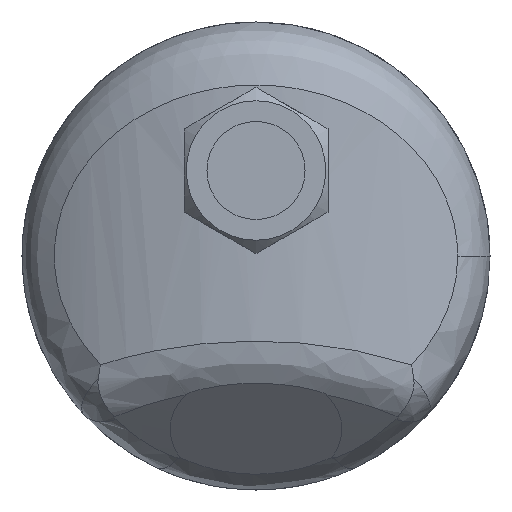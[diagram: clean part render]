
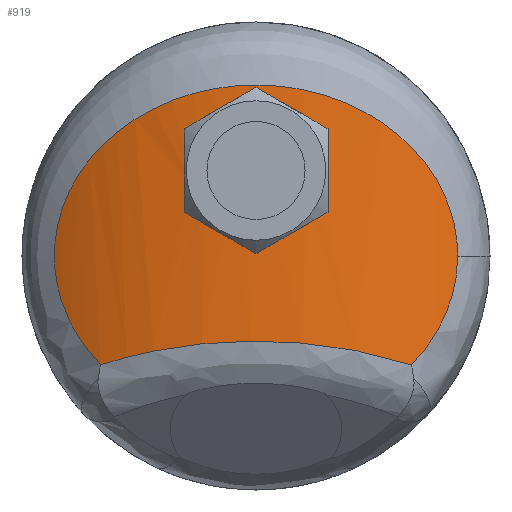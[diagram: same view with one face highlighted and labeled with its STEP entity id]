
A CAD part, left-side view. The second image highlights one B-rep face of the part: STEP entity #919.
In plain terms, the highlighted cylindrical face has radius 92 mm (diameter 184 mm), a partial arc.
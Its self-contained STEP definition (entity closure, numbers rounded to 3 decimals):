
#33=FACE_BOUND('',#241,.T.);
#39=B_SPLINE_CURVE_WITH_KNOTS('',3,(#1306,#1307,#1308,#1309,#1310,#1311,
#1312,#1313,#1314,#1315,#1316,#1317,#1318,#1319,#1320,#1321,#1322,#1323,
#1324,#1325,#1326,#1327,#1328,#1329,#1330,#1331,#1332,#1333,#1334,#1335,
#1336,#1337,#1338,#1339,#1340,#1341,#1342,#1343),.UNSPECIFIED.,.F.,.F.,
(4,2,2,2,2,2,2,2,2,2,2,2,2,2,2,2,2,2,4),(0.,0.283,0.566,
1.132,1.698,1.981,2.264,2.548,
2.831,3.397,3.963,4.246,4.529,
4.812,5.095,5.661,6.227,6.51,
6.793),.UNSPECIFIED.);
#40=B_SPLINE_CURVE_WITH_KNOTS('',3,(#1344,#1345,#1346,#1347,#1348,#1349,
#1350,#1351,#1352,#1353,#1354,#1355,#1356,#1357),.UNSPECIFIED.,.F.,.F.,
(4,2,2,2,2,2,4),(6.793,7.076,7.36,7.926,
8.492,8.775,9.058),.UNSPECIFIED.);
#61=B_SPLINE_CURVE_WITH_KNOTS('',3,(#1936,#1937,#1938,#1939,#1940,#1941,
#1942,#1943,#1944,#1945),.UNSPECIFIED.,.F.,.F.,(4,1,1,1,1,1,1,4),(-10.381,
-9.721,-8.781,-7.841,-6.901,
-5.961,-5.021,-4.362),.UNSPECIFIED.);
#63=B_SPLINE_CURVE_WITH_KNOTS('',3,(#2142,#2143,#2144,#2145,#2146,#2147,
#2148,#2149,#2150,#2151,#2152,#2153,#2154,#2155,#2156,#2157,#2158,#2159,
#2160,#2161,#2162,#2163,#2164,#2165,#2166,#2167),.UNSPECIFIED.,.F.,.F.,
(4,1,1,1,1,1,1,1,1,1,1,1,1,1,1,1,1,1,1,1,1,1,1,4),(21.48,22.326,
23.394,23.927,24.461,24.994,25.528,
26.595,26.951,27.663,28.374,28.73,
29.441,29.797,30.508,31.22,31.931,
32.287,32.643,33.71,34.066,35.133,
35.667,36.2),.UNSPECIFIED.);
#66=B_SPLINE_CURVE_WITH_KNOTS('',3,(#2202,#2203,#2204,#2205,#2206,#2207,
#2208),.UNSPECIFIED.,.F.,.F.,(4,1,1,1,4),(12.067,12.886,
13.295,14.114,14.712),.UNSPECIFIED.);
#181=FACE_OUTER_BOUND('',#240,.T.);
#240=EDGE_LOOP('',(#766,#767,#768));
#241=EDGE_LOOP('',(#769,#770));
#377=VERTEX_POINT('',#1304);
#378=VERTEX_POINT('',#1305);
#417=VERTEX_POINT('',#1921);
#418=VERTEX_POINT('',#1935);
#419=VERTEX_POINT('',#2141);
#477=EDGE_CURVE('',#377,#378,#39,.T.);
#478=EDGE_CURVE('',#378,#377,#40,.T.);
#539=EDGE_CURVE('',#417,#418,#61,.T.);
#541=EDGE_CURVE('',#418,#419,#63,.T.);
#545=EDGE_CURVE('',#419,#417,#66,.T.);
#766=ORIENTED_EDGE('',*,*,#539,.F.);
#767=ORIENTED_EDGE('',*,*,#545,.F.);
#768=ORIENTED_EDGE('',*,*,#541,.F.);
#769=ORIENTED_EDGE('',*,*,#477,.T.);
#770=ORIENTED_EDGE('',*,*,#478,.T.);
#878=CYLINDRICAL_SURFACE('',#1012,92.);
#919=ADVANCED_FACE('',(#181,#33),#878,.T.);
#1012=AXIS2_PLACEMENT_3D('',#2201,#1163,#1164);
#1163=DIRECTION('center_axis',(0.,0.,-1.));
#1164=DIRECTION('ref_axis',(0.825,-0.565,0.));
#1304=CARTESIAN_POINT('',(-54.269,15.,19.));
#1305=CARTESIAN_POINT('',(-55.5,0.,4.));
#1306=CARTESIAN_POINT('Ctrl Pts',(-54.269,15.,19.));
#1307=CARTESIAN_POINT('Ctrl Pts',(-54.269,15.,19.944));
#1308=CARTESIAN_POINT('Ctrl Pts',(-54.284,14.91,20.919));
#1309=CARTESIAN_POINT('Ctrl Pts',(-54.346,14.529,22.858));
#1310=CARTESIAN_POINT('Ctrl Pts',(-54.392,14.239,23.821));
#1311=CARTESIAN_POINT('Ctrl Pts',(-54.567,13.09,26.592));
#1312=CARTESIAN_POINT('Ctrl Pts',(-54.732,11.936,28.277));
#1313=CARTESIAN_POINT('Ctrl Pts',(-55.041,9.277,30.936));
#1314=CARTESIAN_POINT('Ctrl Pts',(-55.205,7.592,32.09));
#1315=CARTESIAN_POINT('Ctrl Pts',(-55.378,4.821,33.239));
#1316=CARTESIAN_POINT('Ctrl Pts',(-55.424,3.858,33.529));
#1317=CARTESIAN_POINT('Ctrl Pts',(-55.485,1.919,33.91));
#1318=CARTESIAN_POINT('Ctrl Pts',(-55.5,0.944,34.));
#1319=CARTESIAN_POINT('Ctrl Pts',(-55.5,-0.944,34.));
#1320=CARTESIAN_POINT('Ctrl Pts',(-55.485,-1.919,33.91));
#1321=CARTESIAN_POINT('Ctrl Pts',(-55.424,-3.858,33.529));
#1322=CARTESIAN_POINT('Ctrl Pts',(-55.378,-4.821,33.239));
#1323=CARTESIAN_POINT('Ctrl Pts',(-55.205,-7.592,32.09));
#1324=CARTESIAN_POINT('Ctrl Pts',(-55.041,-9.277,30.936));
#1325=CARTESIAN_POINT('Ctrl Pts',(-54.732,-11.936,28.277));
#1326=CARTESIAN_POINT('Ctrl Pts',(-54.567,-13.09,26.592));
#1327=CARTESIAN_POINT('Ctrl Pts',(-54.392,-14.239,23.821));
#1328=CARTESIAN_POINT('Ctrl Pts',(-54.346,-14.529,22.858));
#1329=CARTESIAN_POINT('Ctrl Pts',(-54.284,-14.91,20.919));
#1330=CARTESIAN_POINT('Ctrl Pts',(-54.269,-15.,19.944));
#1331=CARTESIAN_POINT('Ctrl Pts',(-54.269,-15.,18.056));
#1332=CARTESIAN_POINT('Ctrl Pts',(-54.284,-14.91,17.081));
#1333=CARTESIAN_POINT('Ctrl Pts',(-54.346,-14.529,15.142));
#1334=CARTESIAN_POINT('Ctrl Pts',(-54.392,-14.239,14.179));
#1335=CARTESIAN_POINT('Ctrl Pts',(-54.567,-13.09,11.408));
#1336=CARTESIAN_POINT('Ctrl Pts',(-54.732,-11.936,9.723));
#1337=CARTESIAN_POINT('Ctrl Pts',(-55.041,-9.277,7.064));
#1338=CARTESIAN_POINT('Ctrl Pts',(-55.205,-7.592,5.91));
#1339=CARTESIAN_POINT('Ctrl Pts',(-55.378,-4.821,4.761));
#1340=CARTESIAN_POINT('Ctrl Pts',(-55.424,-3.858,4.471));
#1341=CARTESIAN_POINT('Ctrl Pts',(-55.485,-1.919,4.09));
#1342=CARTESIAN_POINT('Ctrl Pts',(-55.5,-0.944,4.));
#1343=CARTESIAN_POINT('Ctrl Pts',(-55.5,0.,4.));
#1344=CARTESIAN_POINT('Ctrl Pts',(-55.5,0.,4.));
#1345=CARTESIAN_POINT('Ctrl Pts',(-55.5,0.944,4.));
#1346=CARTESIAN_POINT('Ctrl Pts',(-55.485,1.919,4.09));
#1347=CARTESIAN_POINT('Ctrl Pts',(-55.424,3.858,4.471));
#1348=CARTESIAN_POINT('Ctrl Pts',(-55.378,4.821,4.761));
#1349=CARTESIAN_POINT('Ctrl Pts',(-55.205,7.592,5.91));
#1350=CARTESIAN_POINT('Ctrl Pts',(-55.041,9.277,7.064));
#1351=CARTESIAN_POINT('Ctrl Pts',(-54.732,11.936,9.723));
#1352=CARTESIAN_POINT('Ctrl Pts',(-54.567,13.09,11.408));
#1353=CARTESIAN_POINT('Ctrl Pts',(-54.392,14.239,14.179));
#1354=CARTESIAN_POINT('Ctrl Pts',(-54.346,14.529,15.142));
#1355=CARTESIAN_POINT('Ctrl Pts',(-54.284,14.91,17.081));
#1356=CARTESIAN_POINT('Ctrl Pts',(-54.269,15.,18.056));
#1357=CARTESIAN_POINT('Ctrl Pts',(-54.269,15.,19.));
#1921=CARTESIAN_POINT('',(-48.764,-34.555,-24.201));
#1935=CARTESIAN_POINT('',(-48.764,34.555,-24.201));
#1936=CARTESIAN_POINT('Ctrl Pts',(-48.763,-34.555,-24.202));
#1937=CARTESIAN_POINT('Ctrl Pts',(-49.701,-32.239,-23.454));
#1938=CARTESIAN_POINT('Ctrl Pts',(-51.772,-26.469,-21.809));
#1939=CARTESIAN_POINT('Ctrl Pts',(-54.168,-16.883,-19.931));
#1940=CARTESIAN_POINT('Ctrl Pts',(-55.561,-5.634,-18.873));
#1941=CARTESIAN_POINT('Ctrl Pts',(-55.555,5.683,-18.878));
#1942=CARTESIAN_POINT('Ctrl Pts',(-54.177,16.837,-19.924));
#1943=CARTESIAN_POINT('Ctrl Pts',(-51.75,26.552,-21.827));
#1944=CARTESIAN_POINT('Ctrl Pts',(-49.695,32.261,-23.459));
#1945=CARTESIAN_POINT('Ctrl Pts',(-48.765,34.556,-24.201));
#2141=CARTESIAN_POINT('',(-43.844,-44.82,-0.04));
#2142=CARTESIAN_POINT('Ctrl Pts',(-48.764,34.555,-24.201));
#2143=CARTESIAN_POINT('Ctrl Pts',(-47.926,36.622,-22.078));
#2144=CARTESIAN_POINT('Ctrl Pts',(-46.073,40.701,-16.825));
#2145=CARTESIAN_POINT('Ctrl Pts',(-44.383,43.849,-9.17));
#2146=CARTESIAN_POINT('Ctrl Pts',(-43.799,44.902,-2.07));
#2147=CARTESIAN_POINT('Ctrl Pts',(-43.853,44.805,3.28));
#2148=CARTESIAN_POINT('Ctrl Pts',(-44.408,43.803,8.616));
#2149=CARTESIAN_POINT('Ctrl Pts',(-45.703,41.366,15.359));
#2150=CARTESIAN_POINT('Ctrl Pts',(-47.505,37.654,21.029));
#2151=CARTESIAN_POINT('Ctrl Pts',(-49.611,32.487,26.355));
#2152=CARTESIAN_POINT('Ctrl Pts',(-51.401,27.444,30.315));
#2153=CARTESIAN_POINT('Ctrl Pts',(-52.986,21.619,33.428));
#2154=CARTESIAN_POINT('Ctrl Pts',(-54.279,15.342,35.842));
#2155=CARTESIAN_POINT('Ctrl Pts',(-55.039,9.907,37.193));
#2156=CARTESIAN_POINT('Ctrl Pts',(-55.526,2.998,38.046));
#2157=CARTESIAN_POINT('Ctrl Pts',(-55.539,-4.108,38.068));
#2158=CARTESIAN_POINT('Ctrl Pts',(-54.781,-12.409,36.744));
#2159=CARTESIAN_POINT('Ctrl Pts',(-53.602,-18.891,34.6));
#2160=CARTESIAN_POINT('Ctrl Pts',(-52.415,-23.714,32.307));
#2161=CARTESIAN_POINT('Ctrl Pts',(-50.802,-29.321,29.045));
#2162=CARTESIAN_POINT('Ctrl Pts',(-48.959,-34.218,24.893));
#2163=CARTESIAN_POINT('Ctrl Pts',(-46.585,-39.615,18.258));
#2164=CARTESIAN_POINT('Ctrl Pts',(-44.967,-42.776,12.286));
#2165=CARTESIAN_POINT('Ctrl Pts',(-44.012,-44.521,5.353));
#2166=CARTESIAN_POINT('Ctrl Pts',(-43.843,-44.823,1.756));
#2167=CARTESIAN_POINT('Ctrl Pts',(-43.844,-44.82,-0.04));
#2201=CARTESIAN_POINT('Origin',(36.5,0.,52.));
#2202=CARTESIAN_POINT('Ctrl Pts',(-43.844,-44.82,-0.04));
#2203=CARTESIAN_POINT('Ctrl Pts',(-43.846,-44.817,-2.795));
#2204=CARTESIAN_POINT('Ctrl Pts',(-44.147,-44.286,-6.881));
#2205=CARTESIAN_POINT('Ctrl Pts',(-45.302,-42.125,-13.467));
#2206=CARTESIAN_POINT('Ctrl Pts',(-46.794,-39.159,-18.919));
#2207=CARTESIAN_POINT('Ctrl Pts',(-48.172,-36.015,-22.702));
#2208=CARTESIAN_POINT('Ctrl Pts',(-48.764,-34.554,-24.202));
